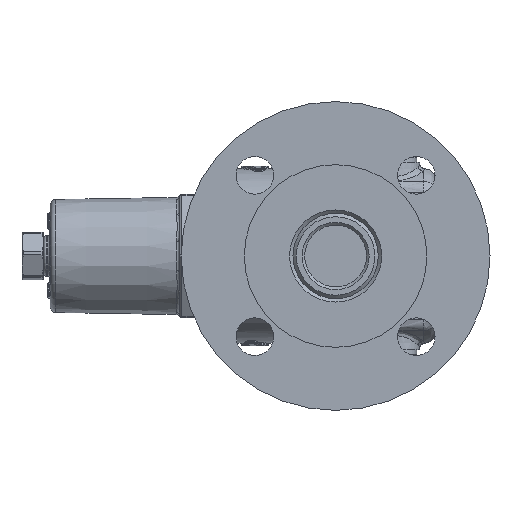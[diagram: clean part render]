
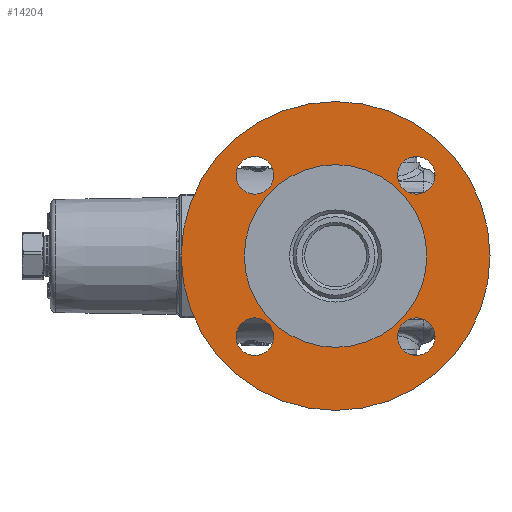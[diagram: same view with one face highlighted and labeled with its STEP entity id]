
A CAD part, left-side view. The second image highlights one B-rep face of the part: STEP entity #14204.
In plain terms, the highlighted planar face has unit normal (-1, 0, 0).
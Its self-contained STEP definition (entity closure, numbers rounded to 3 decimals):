
#1977=FACE_BOUND('',#4626,.T.);
#1978=FACE_BOUND('',#4627,.T.);
#1979=FACE_BOUND('',#4628,.T.);
#1980=FACE_BOUND('',#4629,.T.);
#1981=FACE_BOUND('',#4630,.T.);
#3729=FACE_OUTER_BOUND('',#4625,.T.);
#4625=EDGE_LOOP('',(#12887));
#4626=EDGE_LOOP('',(#12888));
#4627=EDGE_LOOP('',(#12889));
#4628=EDGE_LOOP('',(#12890));
#4629=EDGE_LOOP('',(#12891));
#4630=EDGE_LOOP('',(#12892));
#5111=CIRCLE('',#15155,7.);
#5113=CIRCLE('',#15158,7.);
#5115=CIRCLE('',#15161,7.);
#5117=CIRCLE('',#15164,7.);
#5119=CIRCLE('',#15167,34.);
#5120=CIRCLE('',#15169,57.5);
#6483=VERTEX_POINT('',#42321);
#6485=VERTEX_POINT('',#42327);
#6487=VERTEX_POINT('',#42333);
#6489=VERTEX_POINT('',#42339);
#6491=VERTEX_POINT('',#42345);
#6492=VERTEX_POINT('',#42349);
#8629=EDGE_CURVE('',#6483,#6483,#5111,.T.);
#8632=EDGE_CURVE('',#6485,#6485,#5113,.T.);
#8635=EDGE_CURVE('',#6487,#6487,#5115,.T.);
#8638=EDGE_CURVE('',#6489,#6489,#5117,.T.);
#8641=EDGE_CURVE('',#6491,#6491,#5119,.T.);
#8643=EDGE_CURVE('',#6492,#6492,#5120,.T.);
#12887=ORIENTED_EDGE('',*,*,#8643,.F.);
#12888=ORIENTED_EDGE('',*,*,#8629,.T.);
#12889=ORIENTED_EDGE('',*,*,#8632,.T.);
#12890=ORIENTED_EDGE('',*,*,#8635,.T.);
#12891=ORIENTED_EDGE('',*,*,#8638,.T.);
#12892=ORIENTED_EDGE('',*,*,#8641,.T.);
#13393=PLANE('',#15168);
#14204=ADVANCED_FACE('',(#3729,#1977,#1978,#1979,#1980,#1981),#13393,.T.);
#15155=AXIS2_PLACEMENT_3D('',#42322,#17434,#17435);
#15158=AXIS2_PLACEMENT_3D('',#42328,#17441,#17442);
#15161=AXIS2_PLACEMENT_3D('',#42334,#17448,#17449);
#15164=AXIS2_PLACEMENT_3D('',#42340,#17455,#17456);
#15167=AXIS2_PLACEMENT_3D('',#42346,#17462,#17463);
#15168=AXIS2_PLACEMENT_3D('',#42348,#17465,#17466);
#15169=AXIS2_PLACEMENT_3D('',#42350,#17467,#17468);
#17434=DIRECTION('center_axis',(1.,0.,0.));
#17435=DIRECTION('ref_axis',(0.,1.,0.));
#17441=DIRECTION('center_axis',(1.,0.,0.));
#17442=DIRECTION('ref_axis',(0.,0.,
-1.));
#17448=DIRECTION('center_axis',(1.,0.,0.));
#17449=DIRECTION('ref_axis',(0.,-1.,0.));
#17455=DIRECTION('center_axis',(1.,0.,0.));
#17456=DIRECTION('ref_axis',(0.,0.,
1.));
#17462=DIRECTION('center_axis',(1.,0.,0.));
#17463=DIRECTION('ref_axis',(0.,-1.,0.));
#17465=DIRECTION('center_axis',(-1.,0.,0.));
#17466=DIRECTION('ref_axis',(0.,0.,
-1.));
#17467=DIRECTION('center_axis',(1.,0.,0.));
#17468=DIRECTION('ref_axis',(0.,-1.,0.));
#42321=CARTESIAN_POINT('',(-78.,-37.052,30.052));
#42322=CARTESIAN_POINT('Origin',(-78.,-30.052,30.052));
#42327=CARTESIAN_POINT('',(-78.,30.052,37.052));
#42328=CARTESIAN_POINT('Origin',(-78.,30.052,30.052));
#42333=CARTESIAN_POINT('',(-78.,37.052,-30.052));
#42334=CARTESIAN_POINT('Origin',(-78.,30.052,-30.052));
#42339=CARTESIAN_POINT('',(-78.,-30.052,-37.052));
#42340=CARTESIAN_POINT('Origin',(-78.,-30.052,-30.052));
#42345=CARTESIAN_POINT('',(-78.,34.,0.));
#42346=CARTESIAN_POINT('Origin',(-78.,0.,0.));
#42348=CARTESIAN_POINT('Origin',(-78.,-45.75,0.));
#42349=CARTESIAN_POINT('',(-78.,57.5,0.));
#42350=CARTESIAN_POINT('Origin',(-78.,0.,0.));
